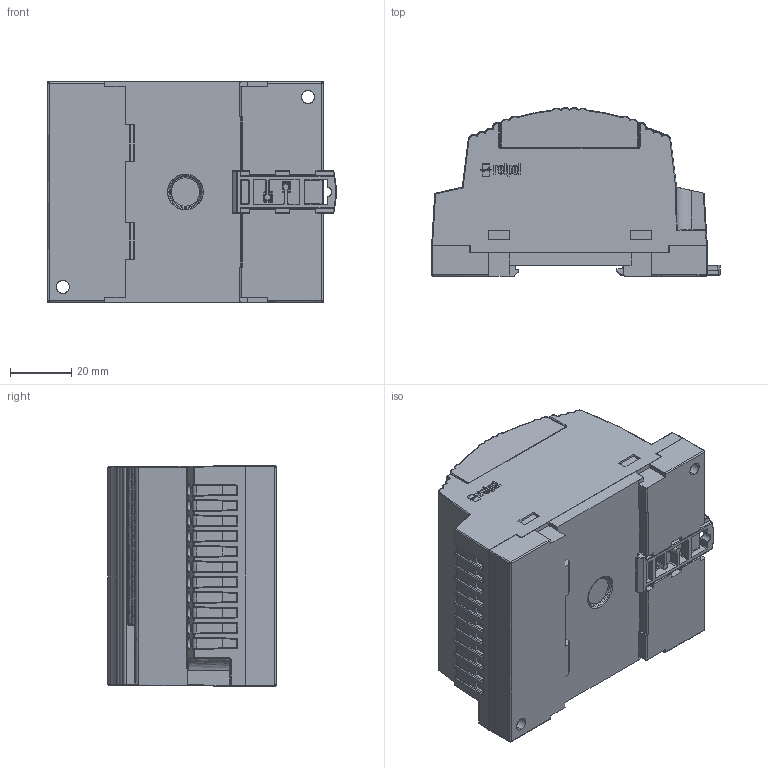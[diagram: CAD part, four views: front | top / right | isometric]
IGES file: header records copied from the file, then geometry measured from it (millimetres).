
Start section: SolidWorks IGES file using analytic representation for surfaces
Global section: file name: NEED 08-04 z zaczepem.IGS; native system: SolidWorks 2016; preprocessor: SolidWorks 2016; author: pikusl; date: 160520.105017; units: millimetre
Bounding box: 94.28 x 54.96 x 72.04 mm (x, y, z)
Surface area: 42548 mm2 (no closed solid volume)
Topology: 0 solids, 0 shells, 2525 faces, 26396 edges, 26351 vertices
Faces by surface type: bspline 1848, revolution 677
